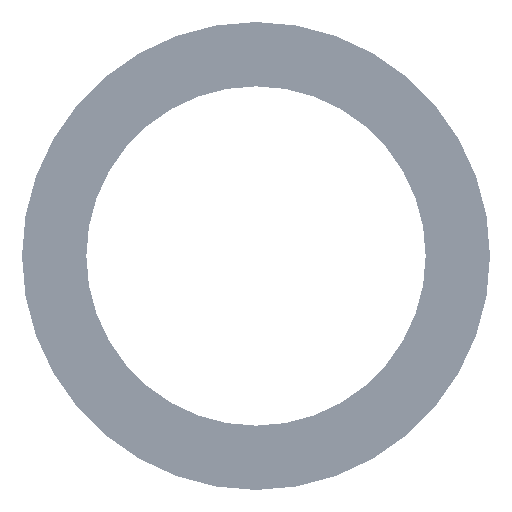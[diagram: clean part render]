
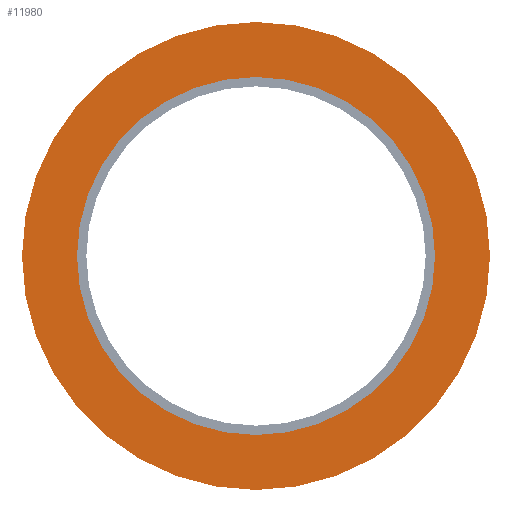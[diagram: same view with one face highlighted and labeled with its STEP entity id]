
A CAD part, left-side view. The second image highlights one B-rep face of the part: STEP entity #11980.
In plain terms, the highlighted planar face has unit normal (-1, 0, 0).
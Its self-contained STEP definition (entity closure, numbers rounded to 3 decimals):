
#5426 = DIRECTION ( 'NONE',  ( -1., 0., 0. ) ) ;
#9117 = VERTEX_POINT ( 'NONE', #48317 ) ;
#11980 = ADVANCED_FACE ( 'NONE', ( #104402, #78665 ), #102745, .F. ) ;
#12617 = AXIS2_PLACEMENT_3D ( 'NONE', #63569, #5426, #73322 ) ;
#12894 = AXIS2_PLACEMENT_3D ( 'NONE', #106624, #48702, #116292 ) ;
#22332 = DIRECTION ( 'NONE',  ( -1., 0., 0. ) ) ;
#27366 = CARTESIAN_POINT ( 'NONE',  ( 0.9, 0., 0. ) ) ;
#27751 = CIRCLE ( 'NONE', #12894, 10. ) ;
#33558 = EDGE_CURVE ( 'NONE', #9117, #34764, #60746, .T. ) ;
#34764 = VERTEX_POINT ( 'NONE', #55189 ) ;
#37085 = DIRECTION ( 'NONE',  ( 0., 0., 1. ) ) ;
#43536 = EDGE_CURVE ( 'NONE', #104224, #107888, #115199, .T. ) ;
#48317 = CARTESIAN_POINT ( 'NONE',  ( 0.9, 0., 7.65 ) ) ;
#48702 = DIRECTION ( 'NONE',  ( -1., 0., 0. ) ) ;
#55189 = CARTESIAN_POINT ( 'NONE',  ( 0.9, 0., -7.65 ) ) ;
#56264 = ORIENTED_EDGE ( 'NONE', *, *, #43536, .T. ) ;
#60746 = CIRCLE ( 'NONE', #12617, 7.65 ) ;
#63569 = CARTESIAN_POINT ( 'NONE',  ( 0.9, 0., 0. ) ) ;
#64027 = ORIENTED_EDGE ( 'NONE', *, *, #33558, .F. ) ;
#64268 = DIRECTION ( 'NONE',  ( 0., 0., -1. ) ) ;
#70595 = ORIENTED_EDGE ( 'NONE', *, *, #106539, .F. ) ;
#73322 = DIRECTION ( 'NONE',  ( 0., 0., 1. ) ) ;
#73593 = CARTESIAN_POINT ( 'NONE',  ( 0.9, 7.65, 0. ) ) ;
#78665 = FACE_OUTER_BOUND ( 'NONE', #121585, .T. ) ;
#80339 = CARTESIAN_POINT ( 'NONE',  ( 0.9, 0., 0. ) ) ;
#86048 = CIRCLE ( 'NONE', #92711, 7.65 ) ;
#87871 = ORIENTED_EDGE ( 'NONE', *, *, #98166, .T. ) ;
#90057 = DIRECTION ( 'NONE',  ( 0., 0., 1. ) ) ;
#92711 = AXIS2_PLACEMENT_3D ( 'NONE', #80339, #22332, #90057 ) ;
#95062 = DIRECTION ( 'NONE',  ( -1., 0., 0. ) ) ;
#98166 = EDGE_CURVE ( 'NONE', #107888, #104224, #27751, .T. ) ;
#101028 = AXIS2_PLACEMENT_3D ( 'NONE', #73593, #122110, #64268 ) ;
#101495 = AXIS2_PLACEMENT_3D ( 'NONE', #27366, #95062, #37085 ) ;
#102745 = PLANE ( 'NONE',  #101028 ) ;
#104224 = VERTEX_POINT ( 'NONE', #117668 ) ;
#104402 = FACE_BOUND ( 'NONE', #116594, .T. ) ;
#106539 = EDGE_CURVE ( 'NONE', #34764, #9117, #86048, .T. ) ;
#106624 = CARTESIAN_POINT ( 'NONE',  ( 0.9, 0., 0. ) ) ;
#107888 = VERTEX_POINT ( 'NONE', #118295 ) ;
#115199 = CIRCLE ( 'NONE', #101495, 10. ) ;
#116292 = DIRECTION ( 'NONE',  ( 0., 0., 1. ) ) ;
#116594 = EDGE_LOOP ( 'NONE', ( #64027, #70595 ) ) ;
#117668 = CARTESIAN_POINT ( 'NONE',  ( 0.9, 0., -10. ) ) ;
#118295 = CARTESIAN_POINT ( 'NONE',  ( 0.9, 0., 10. ) ) ;
#121585 = EDGE_LOOP ( 'NONE', ( #87871, #56264 ) ) ;
#122110 = DIRECTION ( 'NONE',  ( 1., 0., 0. ) ) ;
